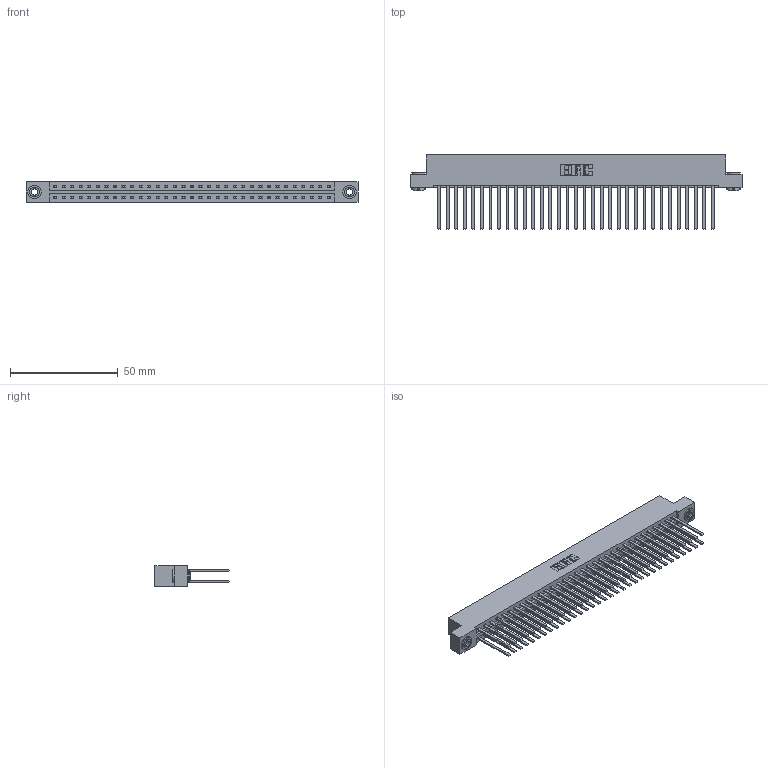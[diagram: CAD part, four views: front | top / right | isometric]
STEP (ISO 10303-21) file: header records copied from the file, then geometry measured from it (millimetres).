
FILE_DESCRIPTION (( 'STEP AP203' ), '1' );
FILE_NAME ('337-066-544-203.STEP', '2018-08-11T08:12:55', ( '' ), ( '' ), 'SwSTEP 2.0', 'SolidWorks 2016', '' );
FILE_SCHEMA (( 'CONFIG_CONTROL_DESIGN' ));
Length unit declared in the file: inch
Products named in the file (4): 337-066-544-203; 337 Part_Flush Mounting Lugs - 0.156 Dia-TH; 345-292-001_345-293-144; 345-250-002_345-250-002-102
Assembly tree (69 placements, depth 2):
  337-066-544-203
    337 Part_Flush Mounting Lugs - 0.156 Dia-TH
    345-292-001_345-293-144  x66
    345-250-002_345-250-002-102  x2
Bounding box: 153.77 x 34.3 x 9.4 mm (x, y, z)
Volume: 17030.5 mm3; surface area: 22412.3 mm2
Topology: 69 solids, 69 shells, 3320 faces, 9825 edges, 6458 vertices
Faces by surface type: plane 2324, cylinder 988, cone 8
Entity records: 27216 total; most frequent: CARTESIAN_POINT 4565, ORIENTED_EDGE 4494, DIRECTION 3929, EDGE_CURVE 2247, VECTOR 2099, LINE 2099, VERTEX_POINT 1494, AXIS2_PLACEMENT_3D 915
